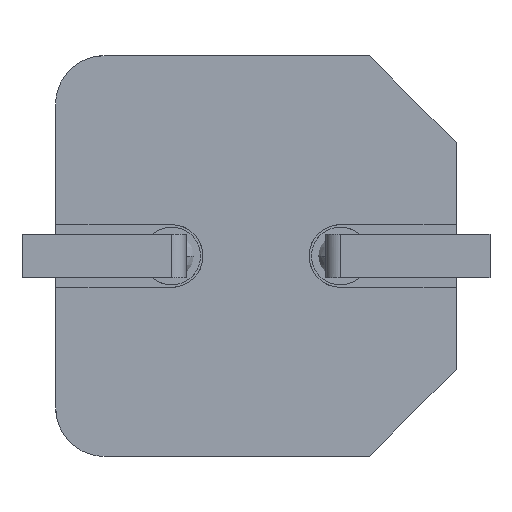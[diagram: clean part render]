
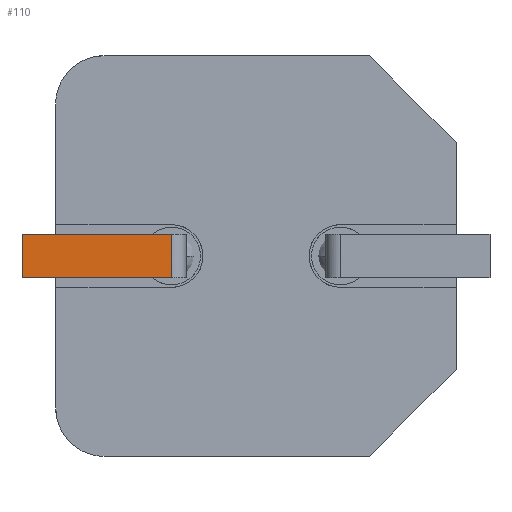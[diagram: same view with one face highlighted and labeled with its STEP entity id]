
A CAD part, front view. The second image highlights one B-rep face of the part: STEP entity #110.
In plain terms, the highlighted free-form (B-spline) face has degree [1, 1] with [2, 2] control points.
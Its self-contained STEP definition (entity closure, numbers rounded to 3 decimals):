
#110=ADVANCED_FACE('',(#181),#2392,.T.);
#181=FACE_OUTER_BOUND('',#256,.T.);
#256=EDGE_LOOP('',(#537,#538,#539,#540));
#537=ORIENTED_EDGE('',*,*,#1774,.T.);
#538=ORIENTED_EDGE('',*,*,#1775,.T.);
#539=ORIENTED_EDGE('',*,*,#1770,.F.);
#540=ORIENTED_EDGE('',*,*,#1776,.T.);
#997=PCURVE('',#2391,#1355);
#1001=PCURVE('',#2392,#1359);
#1002=PCURVE('',#2392,#1360);
#1003=PCURVE('',#2392,#1361);
#1004=PCURVE('',#2392,#1362);
#1030=PCURVE('',#2397,#1388);
#1033=PCURVE('',#2398,#1391);
#1040=PCURVE('',#2421,#1398);
#1355=DEFINITIONAL_REPRESENTATION('',(#2134),#5141);
#1359=DEFINITIONAL_REPRESENTATION('',(#2142),#5141);
#1360=DEFINITIONAL_REPRESENTATION('',(#2144),#5141);
#1361=DEFINITIONAL_REPRESENTATION('',(#2145),#5141);
#1362=DEFINITIONAL_REPRESENTATION('',(#2147),#5141);
#1388=DEFINITIONAL_REPRESENTATION('',(#2176),#5141);
#1391=DEFINITIONAL_REPRESENTATION('',(#2178),#5141);
#1398=DEFINITIONAL_REPRESENTATION('',(#2184),#5141);
#1591=SURFACE_CURVE('',#2133,(#997,#1003),.PCURVE_S1.);
#1595=SURFACE_CURVE('',#2141,(#1001,#1040),.PCURVE_S1.);
#1596=SURFACE_CURVE('',#2143,(#1002,#1030),.PCURVE_S1.);
#1597=SURFACE_CURVE('',#2146,(#1004,#1033),.PCURVE_S1.);
#1770=EDGE_CURVE('',#2336,#2338,#1591,.T.);
#1774=EDGE_CURVE('',#2340,#2341,#1595,.T.);
#1775=EDGE_CURVE('',#2341,#2338,#1596,.T.);
#1776=EDGE_CURVE('',#2336,#2340,#1597,.T.);
#2133=B_SPLINE_CURVE_WITH_KNOTS('',1,(#4153,#4154),.UNSPECIFIED.,.F.,.F.,
(2,2),(0.,0.9),.UNSPECIFIED.);
#2134=B_SPLINE_CURVE_WITH_KNOTS('',1,(#4155,#4156),.UNSPECIFIED.,.F.,.F.,
(2,2),(0.,0.9),.UNSPECIFIED.);
#2141=B_SPLINE_CURVE_WITH_KNOTS('',1,(#4169,#4170),.UNSPECIFIED.,.F.,.F.,
(2,2),(0.,0.9),.UNSPECIFIED.);
#2142=B_SPLINE_CURVE_WITH_KNOTS('',1,(#4171,#4172),.UNSPECIFIED.,.F.,.F.,
(2,2),(0.,0.9),.UNSPECIFIED.);
#2143=B_SPLINE_CURVE_WITH_KNOTS('',1,(#4173,#4174),.UNSPECIFIED.,.F.,.F.,
(2,2),(0.,3.1),.UNSPECIFIED.);
#2144=B_SPLINE_CURVE_WITH_KNOTS('',1,(#4175,#4176),.UNSPECIFIED.,.F.,.F.,
(2,2),(0.,3.1),.UNSPECIFIED.);
#2145=B_SPLINE_CURVE_WITH_KNOTS('',1,(#4177,#4178),.UNSPECIFIED.,.F.,.F.,
(2,2),(0.,0.9),.UNSPECIFIED.);
#2146=B_SPLINE_CURVE_WITH_KNOTS('',1,(#4179,#4180),.UNSPECIFIED.,.F.,.F.,
(2,2),(0.,3.1),.UNSPECIFIED.);
#2147=B_SPLINE_CURVE_WITH_KNOTS('',1,(#4181,#4182),.UNSPECIFIED.,.F.,.F.,
(2,2),(0.,3.1),.UNSPECIFIED.);
#2176=B_SPLINE_CURVE_WITH_KNOTS('',1,(#4260,#4261),.UNSPECIFIED.,.F.,.F.,
(2,2),(0.,3.1),.UNSPECIFIED.);
#2178=B_SPLINE_CURVE_WITH_KNOTS('',1,(#4270,#4271),.UNSPECIFIED.,.F.,.F.,
(2,2),(0.,3.1),.UNSPECIFIED.);
#2184=B_SPLINE_CURVE_WITH_KNOTS('',1,(#4285,#4286),.UNSPECIFIED.,.F.,.F.,
(2,2),(0.,0.9),.UNSPECIFIED.);
#2336=VERTEX_POINT('',#3981);
#2338=VERTEX_POINT('',#3983);
#2340=VERTEX_POINT('',#3985);
#2341=VERTEX_POINT('',#3986);
#2391=B_SPLINE_SURFACE_WITH_KNOTS('',1,1,((#3915,#3916),(#3917,#3918)),
 .UNSPECIFIED.,.F.,.F.,.F.,(2,2),(2,2),(-0.93,0.63),(-0.69,
1.59),.UNSPECIFIED.);
#2392=B_SPLINE_SURFACE_WITH_KNOTS('',1,1,((#3919,#3920),(#3921,#3922)),
 .UNSPECIFIED.,.F.,.F.,.F.,(2,2),(2,2),(-1.59,0.69),(-0.01,
3.71),.UNSPECIFIED.);
#2397=B_SPLINE_SURFACE_WITH_KNOTS('',1,1,((#3939,#3940),(#3941,#3942)),
 .UNSPECIFIED.,.F.,.F.,.F.,(2,2),(2,2),(-0.98,1.18),(-0.64,
3.44),.UNSPECIFIED.);
#2398=B_SPLINE_SURFACE_WITH_KNOTS('',1,1,((#3943,#3944),(#3945,#3946)),
 .UNSPECIFIED.,.F.,.F.,.F.,(2,2),(2,2),(-0.64,3.44),(-0.98,
1.18),.UNSPECIFIED.);
#2421=(
BOUNDED_SURFACE()
B_SPLINE_SURFACE(2,1,((#3947,#3948),(#3949,#3950),(#3951,#3952),(#3953,
#3954),(#3955,#3956),(#3957,#3958),(#3959,#3960),(#3961,#3962),(#3963,#3964)),
 .UNSPECIFIED.,.T.,.F.,.F.)
B_SPLINE_SURFACE_WITH_KNOTS((3,2,2,2,3),(2,2),(0.,1.571,3.142,
4.712,6.283),(0.,1.08),.UNSPECIFIED.)
GEOMETRIC_REPRESENTATION_ITEM()
RATIONAL_B_SPLINE_SURFACE(((1.,1.),(0.707,0.707),
(1.,1.),(0.707,0.707),(1.,1.),(0.707,
0.707),(1.,1.),(0.707,0.707),(1.,1.)))
REPRESENTATION_ITEM('')
SURFACE()
);
#3915=CARTESIAN_POINT('',(-3.1,-0.93,1.14));
#3916=CARTESIAN_POINT('',(-3.1,-0.93,-1.14));
#3917=CARTESIAN_POINT('',(-3.1,0.63,1.14));
#3918=CARTESIAN_POINT('',(-3.1,0.63,-1.14));
#3919=CARTESIAN_POINT('',(0.31,-0.3,-1.14));
#3920=CARTESIAN_POINT('',(-3.41,-0.3,-1.14));
#3921=CARTESIAN_POINT('',(0.31,-0.3,1.14));
#3922=CARTESIAN_POINT('',(-3.41,-0.3,1.14));
#3939=CARTESIAN_POINT('',(0.64,-0.98,0.45));
#3940=CARTESIAN_POINT('',(-3.44,-0.98,0.45));
#3941=CARTESIAN_POINT('',(0.64,1.18,0.45));
#3942=CARTESIAN_POINT('',(-3.44,1.18,0.45));
#3943=CARTESIAN_POINT('',(0.64,-0.98,-0.45));
#3944=CARTESIAN_POINT('',(0.64,1.18,-0.45));
#3945=CARTESIAN_POINT('',(-3.44,-0.98,-0.45));
#3946=CARTESIAN_POINT('',(-3.44,1.18,-0.45));
#3947=CARTESIAN_POINT('',(-0.3,0.,0.54));
#3948=CARTESIAN_POINT('',(-0.3,0.,-0.54));
#3949=CARTESIAN_POINT('',(-0.3,0.3,0.54));
#3950=CARTESIAN_POINT('',(-0.3,0.3,-0.54));
#3951=CARTESIAN_POINT('',(0.,0.3,0.54));
#3952=CARTESIAN_POINT('',(0.,0.3,-0.54));
#3953=CARTESIAN_POINT('',(0.3,0.3,0.54));
#3954=CARTESIAN_POINT('',(0.3,0.3,-0.54));
#3955=CARTESIAN_POINT('',(0.3,0.,0.54));
#3956=CARTESIAN_POINT('',(0.3,0.,-0.54));
#3957=CARTESIAN_POINT('',(0.3,-0.3,0.54));
#3958=CARTESIAN_POINT('',(0.3,-0.3,-0.54));
#3959=CARTESIAN_POINT('',(0.,-0.3,0.54));
#3960=CARTESIAN_POINT('',(0.,-0.3,-0.54));
#3961=CARTESIAN_POINT('',(-0.3,-0.3,0.54));
#3962=CARTESIAN_POINT('',(-0.3,-0.3,-0.54));
#3963=CARTESIAN_POINT('',(-0.3,0.,0.54));
#3964=CARTESIAN_POINT('',(-0.3,0.,-0.54));
#3981=CARTESIAN_POINT('',(-3.1,-0.3,-0.45));
#3983=CARTESIAN_POINT('',(-3.1,-0.3,0.45));
#3985=CARTESIAN_POINT('',(0.,-0.3,-0.45));
#3986=CARTESIAN_POINT('',(0.,-0.3,0.45));
#4153=CARTESIAN_POINT('',(-3.1,-0.3,-0.45));
#4154=CARTESIAN_POINT('',(-3.1,-0.3,0.45));
#4155=CARTESIAN_POINT('',(-0.3,0.9));
#4156=CARTESIAN_POINT('',(-0.3,0.));
#4169=CARTESIAN_POINT('',(0.,-0.3,-0.45));
#4170=CARTESIAN_POINT('',(0.,-0.3,0.45));
#4171=CARTESIAN_POINT('',(-0.9,0.3));
#4172=CARTESIAN_POINT('',(0.,0.3));
#4173=CARTESIAN_POINT('',(0.,-0.3,0.45));
#4174=CARTESIAN_POINT('',(-3.1,-0.3,0.45));
#4175=CARTESIAN_POINT('',(0.,0.3));
#4176=CARTESIAN_POINT('',(0.,3.4));
#4177=CARTESIAN_POINT('',(-0.9,3.4));
#4178=CARTESIAN_POINT('',(0.,3.4));
#4179=CARTESIAN_POINT('',(-3.1,-0.3,-0.45));
#4180=CARTESIAN_POINT('',(0.,-0.3,-0.45));
#4181=CARTESIAN_POINT('',(-0.9,3.4));
#4182=CARTESIAN_POINT('',(-0.9,0.3));
#4260=CARTESIAN_POINT('',(-0.3,0.));
#4261=CARTESIAN_POINT('',(-0.3,3.1));
#4270=CARTESIAN_POINT('',(3.1,-0.3));
#4271=CARTESIAN_POINT('',(0.,-0.3));
#4285=CARTESIAN_POINT('',(4.712,0.99));
#4286=CARTESIAN_POINT('',(4.712,0.09));
#5141=(
GEOMETRIC_REPRESENTATION_CONTEXT(2)
PARAMETRIC_REPRESENTATION_CONTEXT()
REPRESENTATION_CONTEXT('pspace','')
);
